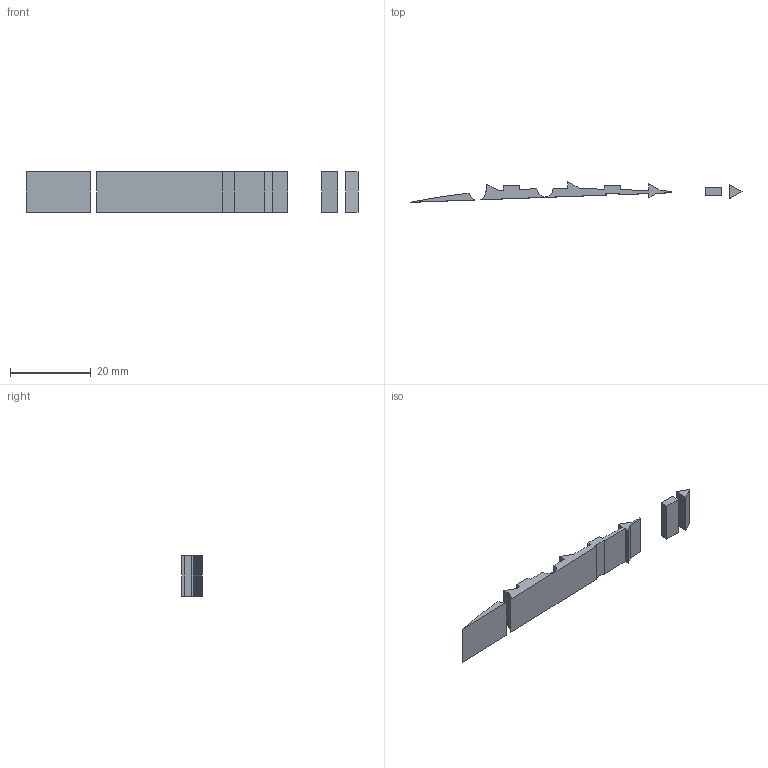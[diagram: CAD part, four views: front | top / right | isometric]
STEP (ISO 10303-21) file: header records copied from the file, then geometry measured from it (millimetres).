
FILE_DESCRIPTION(('Open CASCADE Model'),'2;1');
FILE_NAME('Open CASCADE Shape Model','2024-05-29T19:04:59',('Author'),( 'Open CASCADE'),'Open CASCADE STEP processor 7.7','Open CASCADE 7.7' ,'Unknown');
FILE_SCHEMA(('AUTOMOTIVE_DESIGN { 1 0 10303 214 1 1 1 1 }'));
Length unit declared in the file: millimetre
Products named in the file (5): Open CASCADE STEP translator 7.7 4; Open CASCADE STEP translator 7.7 4.1; Open CASCADE STEP translator 7.7 4.2; Open CASCADE STEP translator 7.7 4.3; Open CASCADE STEP translator 7.7 4.4
Assembly tree (4 placements, depth 2):
  Open CASCADE STEP translator 7.7 4
    Open CASCADE STEP translator 7.7 4.1
    Open CASCADE STEP translator 7.7 4.2
    Open CASCADE STEP translator 7.7 4.3
    Open CASCADE STEP translator 7.7 4.4
Bounding box: 82 x 5.12 x 10 mm (x, y, z)
Volume: 1127.6 mm3; surface area: 1902.4 mm2
Topology: 4 solids, 4 shells, 87 faces, 237 edges, 158 vertices
Faces by surface type: plane 81, cylinder 6
Entity records: 5875 total; most frequent: CARTESIAN_POINT 991, DIRECTION 902, LINE 687, VECTOR 687, ORIENTED_EDGE 474, PCURVE 474, DEFINITIONAL_REPRESENTATION 474, EDGE_CURVE 237
